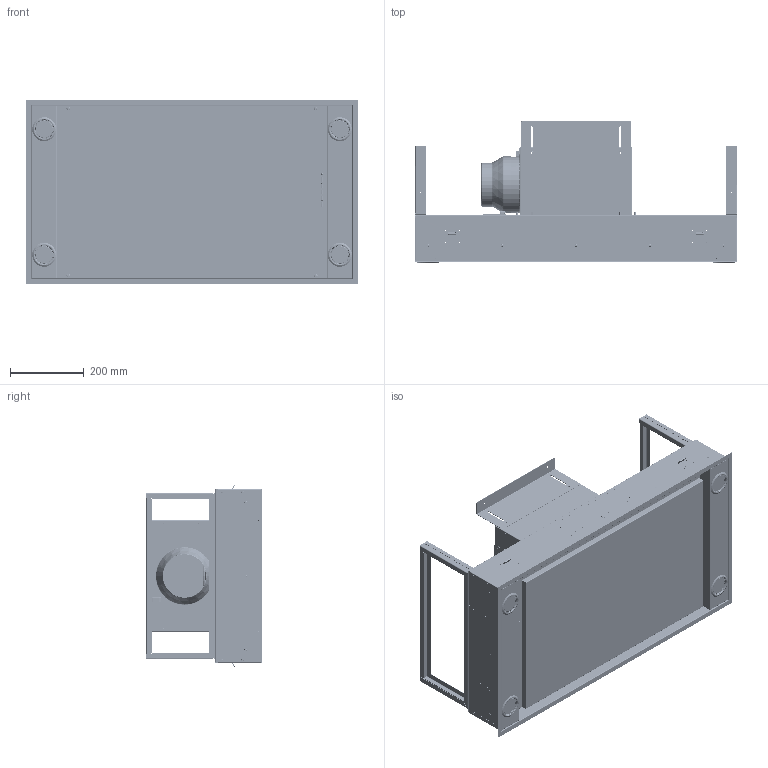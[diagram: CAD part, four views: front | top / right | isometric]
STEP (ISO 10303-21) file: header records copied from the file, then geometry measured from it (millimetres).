
FILE_DESCRIPTION((''),'2;1');
FILE_NAME('59A_843_ASM','2017-07-11T',('CF984'),(''),'PRO/ENGINEER BY PARAMETRIC TECHNOLOGY CORPORATION, 2014200','PRO/ENGINEER BY PARAMETRIC TECHNOLOGY CORPORATION, 2014200','');
FILE_SCHEMA(('CONFIG_CONTROL_DESIGN'));
Products named in the file (35): 59A_002; 59A_001; CMM_BOCCOLA_M6; RIVETTO_TC_32_79_MG; 59A_701_ASM; 59A_006; 59A_007; CMM_BOCCOLA_M4; 59A_703_ASM; A18_362; FIA_083; 59A_009; 59A_012; CME_FARETTO_PIATTO; CMM_058; 178_055; 178_056; 178_059; 178_053; 178_054; 178_702_ASM; A65_029; A65_028; A65_031; A65_724_ASM; 59A_015; 59A_016; 28A_022; 59A_018; CMM_INSERTO_FILETT_M4; 59A_708_ASM; A18_030; 223_110; 241_028; 59A_843_ASM
Assembly tree (115 placements, depth 3):
  59A_843_ASM
    59A_701_ASM
      59A_002
      59A_001
      CMM_BOCCOLA_M6  x4
      RIVETTO_TC_32_79_MG  x32
    59A_703_ASM
      59A_006
      59A_007  x2
      CMM_BOCCOLA_M4  x12
      RIVETTO_TC_32_79_MG  x14
    A18_362  x2
    FIA_083  x3
    59A_009  x2
    59A_012  x2
    CME_FARETTO_PIATTO  x4
    CMM_058  x2
    178_702_ASM  x4
      178_055
      178_056
      178_059
      178_053
      178_054
    A65_724_ASM
      A65_029
      A65_028
      A65_031
    59A_015  x2
    59A_016  x2
    28A_022
    59A_708_ASM
      59A_018
      CMM_INSERTO_FILETT_M4  x6
    A18_030  x2
    223_110  x2
    241_028
Bounding box: 898.6 x 381.5 x 498.6 mm (x, y, z)
Volume: 2855588.2 mm3; surface area: 5187958.7 mm2
Topology: 127 solids, 134 shells, 8753 faces, 22402 edges, 14059 vertices
Faces by surface type: plane 4895, cylinder 2761, torus 500, cone 238, bspline 201, sphere 158
Entity records: 150439 total; most frequent: CARTESIAN_POINT 34254, DIRECTION 24593, ORIENTED_EDGE 23570, EDGE_CURVE 11796, AXIS2_PLACEMENT_3D 8504, VECTOR 7585, LINE 7585, VERTEX_POINT 7420
